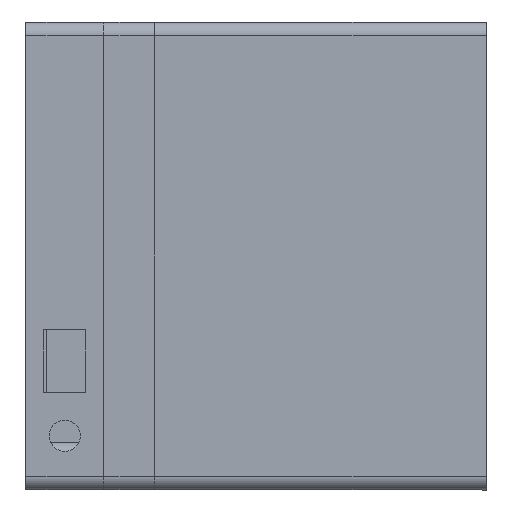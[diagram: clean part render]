
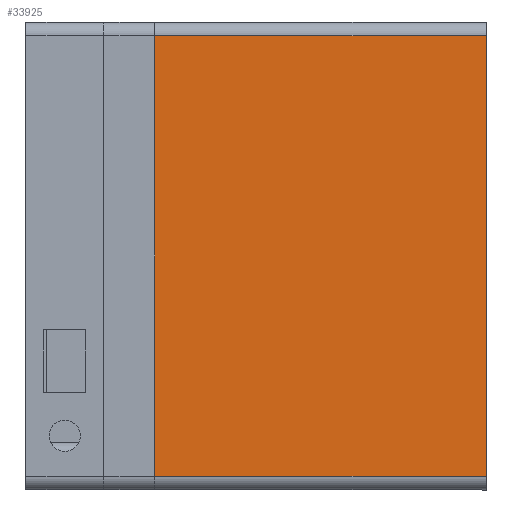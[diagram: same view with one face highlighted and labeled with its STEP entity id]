
A CAD part, left-side view. The second image highlights one B-rep face of the part: STEP entity #33925.
In plain terms, the highlighted planar face has unit normal (-1, 0, 0).
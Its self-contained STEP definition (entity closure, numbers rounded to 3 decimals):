
#1921=PLANE('',#36796);
#3668=FACE_OUTER_BOUND('',#5955,.T.);
#5955=EDGE_LOOP('',(#30868,#30869,#30870,#30871));
#9127=LINE('',#55068,#12724);
#9292=LINE('',#55430,#12889);
#9297=LINE('',#55441,#12894);
#9305=LINE('',#55456,#12902);
#12724=VECTOR('',#44939,10.);
#12889=VECTOR('',#45278,10.);
#12894=VECTOR('',#45289,10.);
#12902=VECTOR('',#45301,10.);
#17099=VERTEX_POINT('',#55065);
#17100=VERTEX_POINT('',#55067);
#17210=VERTEX_POINT('',#55428);
#17212=VERTEX_POINT('',#55437);
#21601=EDGE_CURVE('',#17100,#17099,#9127,.T.);
#21782=EDGE_CURVE('',#17210,#17099,#9292,.T.);
#21788=EDGE_CURVE('',#17100,#17212,#9297,.T.);
#21796=EDGE_CURVE('',#17212,#17210,#9305,.T.);
#30868=ORIENTED_EDGE('',*,*,#21782,.F.);
#30869=ORIENTED_EDGE('',*,*,#21796,.F.);
#30870=ORIENTED_EDGE('',*,*,#21788,.F.);
#30871=ORIENTED_EDGE('',*,*,#21601,.T.);
#33925=ADVANCED_FACE('',(#3668),#1921,.T.);
#36796=AXIS2_PLACEMENT_3D('',#55545,#45402,#45403);
#44939=DIRECTION('',(0.,0.,-1.));
#45278=DIRECTION('',(0.,1.,0.));
#45289=DIRECTION('',(0.,-1.,0.));
#45301=DIRECTION('',(0.,0.,-1.));
#45402=DIRECTION('center_axis',(-1.,0.,0.));
#45403=DIRECTION('ref_axis',(0.,0.,
-1.));
#55065=CARTESIAN_POINT('',(-32.172,87.008,2.034));
#55067=CARTESIAN_POINT('',(-32.172,87.008,132.034));
#55068=CARTESIAN_POINT('',(-32.172,87.008,136.034));
#55428=CARTESIAN_POINT('',(-32.172,-10.792,2.034));
#55430=CARTESIAN_POINT('',(-32.172,87.008,2.034));
#55437=CARTESIAN_POINT('',(-32.172,-10.792,132.034));
#55441=CARTESIAN_POINT('',(-32.172,87.008,132.034));
#55456=CARTESIAN_POINT('',(-32.172,-10.792,101.534));
#55545=CARTESIAN_POINT('Origin',(-32.172,87.008,136.034));
